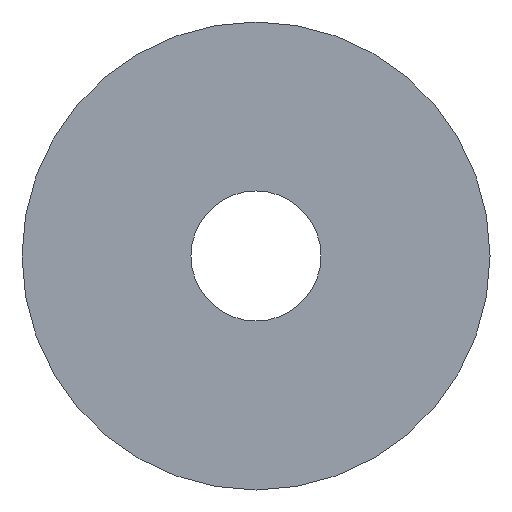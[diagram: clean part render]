
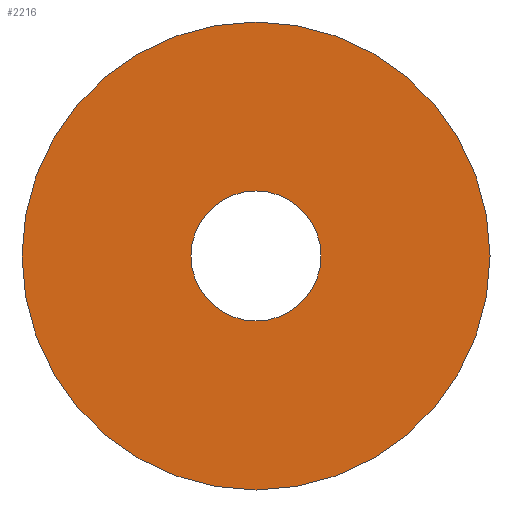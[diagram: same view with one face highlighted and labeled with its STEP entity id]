
A CAD part, front view. The second image highlights one B-rep face of the part: STEP entity #2216.
In plain terms, the highlighted planar face has unit normal (0, -1, 0).
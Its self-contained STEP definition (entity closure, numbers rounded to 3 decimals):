
#227 = EDGE_CURVE ( 'NONE', #1411, #1590, #1292, .T. ) ;
#256 = DIRECTION ( 'NONE',  ( 0., -1., 0. ) ) ;
#264 = VERTEX_POINT ( 'NONE', #1608 ) ;
#283 = DIRECTION ( 'NONE',  ( 0., -1., 0. ) ) ;
#618 = DIRECTION ( 'NONE',  ( 0., 0., -1. ) ) ;
#722 = DIRECTION ( 'NONE',  ( 0., 0., -1. ) ) ;
#824 = AXIS2_PLACEMENT_3D ( 'NONE', #2261, #3603, #618 ) ;
#908 = VERTEX_POINT ( 'NONE', #1868 ) ;
#1098 = CARTESIAN_POINT ( 'NONE',  ( 0., -4.25, 0. ) ) ;
#1292 = CIRCLE ( 'NONE', #1432, 9. ) ;
#1295 = ORIENTED_EDGE ( 'NONE', *, *, #227, .T. ) ;
#1377 = EDGE_CURVE ( 'NONE', #908, #264, #3518, .T. ) ;
#1411 = VERTEX_POINT ( 'NONE', #3881 ) ;
#1432 = AXIS2_PLACEMENT_3D ( 'NONE', #1974, #283, #2249 ) ;
#1441 = FACE_BOUND ( 'NONE', #4105, .T. ) ;
#1472 = CARTESIAN_POINT ( 'NONE',  ( 0., -4.25, -9. ) ) ;
#1531 = EDGE_CURVE ( 'NONE', #264, #908, #2972, .T. ) ;
#1590 = VERTEX_POINT ( 'NONE', #1472 ) ;
#1608 = CARTESIAN_POINT ( 'NONE',  ( 0., -4.25, -2.5 ) ) ;
#1868 = CARTESIAN_POINT ( 'NONE',  ( 0., -4.25, 2.5 ) ) ;
#1926 = DIRECTION ( 'NONE',  ( 0., 0., -1. ) ) ;
#1974 = CARTESIAN_POINT ( 'NONE',  ( 0., -4.25, 0. ) ) ;
#2005 = DIRECTION ( 'NONE',  ( 0., -1., 0. ) ) ;
#2026 = FACE_OUTER_BOUND ( 'NONE', #3215, .T. ) ;
#2216 = ADVANCED_FACE ( 'NONE', ( #1441, #2026 ), #3011, .T. ) ;
#2249 = DIRECTION ( 'NONE',  ( 0., 0., -1. ) ) ;
#2261 = CARTESIAN_POINT ( 'NONE',  ( 0., -4.25, 0. ) ) ;
#2377 = CARTESIAN_POINT ( 'NONE',  ( 0., -4.25, 0. ) ) ;
#2883 = EDGE_CURVE ( 'NONE', #1590, #1411, #4208, .T. ) ;
#2972 = CIRCLE ( 'NONE', #3527, 2.5 ) ;
#3011 = PLANE ( 'NONE',  #3184 ) ;
#3108 = DIRECTION ( 'NONE',  ( 0., 0., -1. ) ) ;
#3175 = AXIS2_PLACEMENT_3D ( 'NONE', #3306, #256, #1926 ) ;
#3184 = AXIS2_PLACEMENT_3D ( 'NONE', #1098, #2005, #722 ) ;
#3215 = EDGE_LOOP ( 'NONE', ( #1295, #3348 ) ) ;
#3306 = CARTESIAN_POINT ( 'NONE',  ( 0., -4.25, 0. ) ) ;
#3348 = ORIENTED_EDGE ( 'NONE', *, *, #2883, .T. ) ;
#3457 = DIRECTION ( 'NONE',  ( 0., -1., 0. ) ) ;
#3518 = CIRCLE ( 'NONE', #3175, 2.5 ) ;
#3527 = AXIS2_PLACEMENT_3D ( 'NONE', #2377, #3457, #3108 ) ;
#3603 = DIRECTION ( 'NONE',  ( 0., -1., 0. ) ) ;
#3604 = ORIENTED_EDGE ( 'NONE', *, *, #1531, .F. ) ;
#3843 = ORIENTED_EDGE ( 'NONE', *, *, #1377, .F. ) ;
#3881 = CARTESIAN_POINT ( 'NONE',  ( 0., -4.25, 9. ) ) ;
#4105 = EDGE_LOOP ( 'NONE', ( #3604, #3843 ) ) ;
#4208 = CIRCLE ( 'NONE', #824, 9. ) ;
